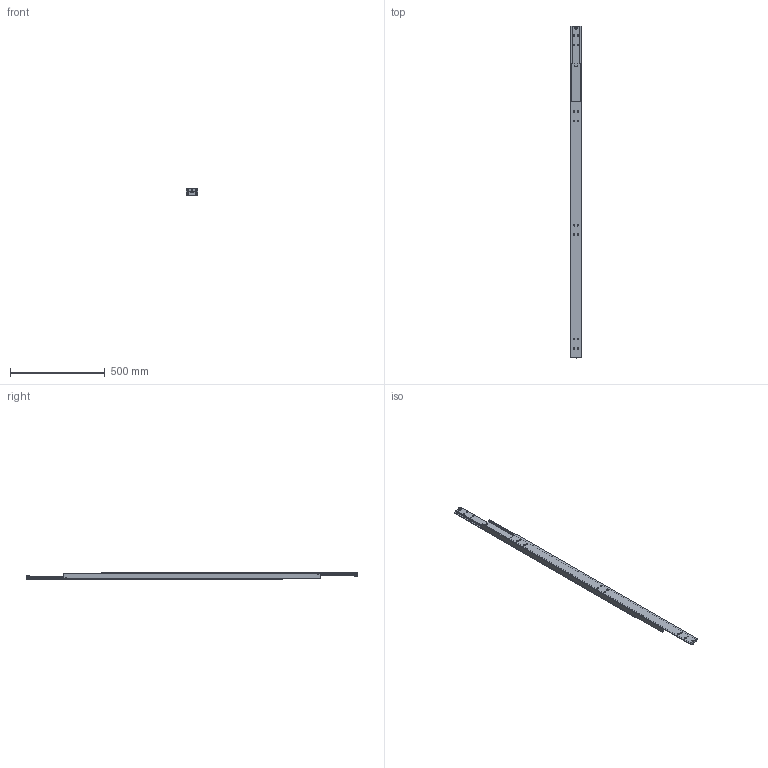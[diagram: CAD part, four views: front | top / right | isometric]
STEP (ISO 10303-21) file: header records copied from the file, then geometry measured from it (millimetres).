
FILE_DESCRIPTION((''),'2;1');
FILE_NAME('KDTS-60-1350.stp','2022-06-15T10:20:58',(''),(''),'Mechanical Desktop 2006','Mechanical Desktop 2006',', , ');
FILE_SCHEMA(('CONFIG_CONTROL_DESIGN'));
Length unit declared in the file: millimetre
Products named in the file (4): KDTS60-B; INNER BEAM;  F OUTER BEAM; OUTER BEAM
Assembly tree (3 placements, depth 2):
  KDTS60-B
    INNER BEAM
     F OUTER BEAM
    OUTER BEAM
Bounding box: 60 x 1750 x 34 mm (x, y, z)
Volume: 2177669.5 mm3; surface area: 687861 mm2
Topology: 3 solids, 45 shells, 630 faces, 1580 edges, 946 vertices
Faces by surface type: cylinder 230, torus 164, cone 124, plane 112
Entity records: 19811 total; most frequent: CARTESIAN_POINT 4064, DIRECTION 3574, ORIENTED_EDGE 3144, EDGE_CURVE 1572, AXIS2_PLACEMENT_3D 1504, VERTEX_POINT 946, CIRCLE 862, EDGE_LOOP 706
